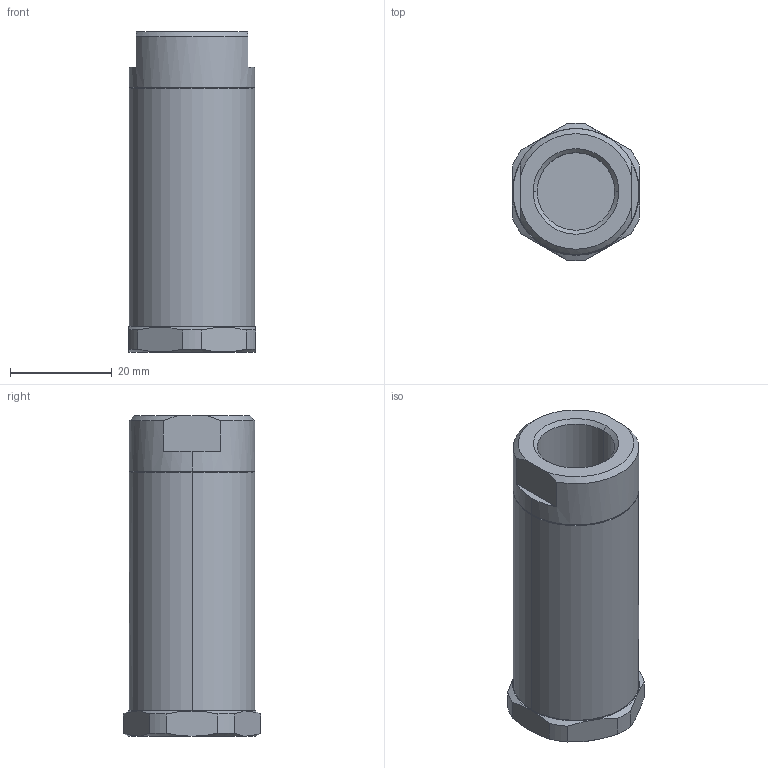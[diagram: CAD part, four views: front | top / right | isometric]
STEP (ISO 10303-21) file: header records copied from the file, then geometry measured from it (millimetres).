
FILE_DESCRIPTION (( 'STEP AP214' ), '1' );
FILE_NAME ('1711060 Toolreg 3-8 2bar ig-ig.STEP', '2021-10-22T09:22:50', ( '' ), ( '' ), 'SwSTEP 2.0', 'SolidWorks 2021', '' );
FILE_SCHEMA (( 'AUTOMOTIVE_DESIGN' ));
Length unit declared in the file: millimetre
Products named in the file (1): 1711060 Toolreg 3-8 2bar ig-ig
Bounding box: 25 x 26.97 x 63 mm (x, y, z)
Volume: 25097.6 mm3; surface area: 7227.8 mm2
Topology: 1 solids, 1 shells, 48 faces, 118 edges, 76 vertices
Faces by surface type: cylinder 17, cone 16, plane 15
Entity records: 2093 total; most frequent: CARTESIAN_POINT 427, DIRECTION 242, ORIENTED_EDGE 236, EDGE_CURVE 118, AXIS2_PLACEMENT_3D 99, VERTEX_POINT 76, EDGE_LOOP 52, CIRCLE 50
